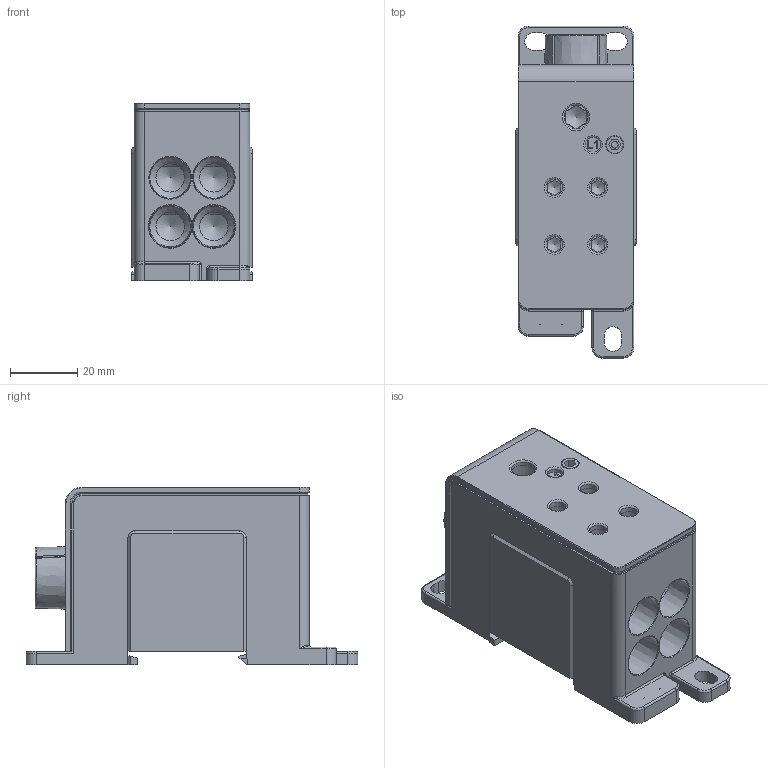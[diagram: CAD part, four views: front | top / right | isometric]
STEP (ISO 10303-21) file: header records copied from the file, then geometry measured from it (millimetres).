
FILE_DESCRIPTION(/* description */ (''),/* implementation_level */ '2;1');
FILE_NAME(/* name */ '27202.0_SVBA_175A.stp',/* time_stamp */ '2017-01-10T15:25:47+01:00',/* author */ ('M.Schmid'),/* organization */ ('CONTA-CLIP Verbindungstechnik GmbH'),/* preprocessor_version */ 'ST-DEVELOPER v16.1',/* originating_system */ 'Autodesk Inventor 2016',/* authorisation */ '');
FILE_SCHEMA (('AUTOMOTIVE_DESIGN { 1 0 10303 214 3 1 1 }'));
Length unit declared in the file: millimetre
Products named in the file (1): 27202.0_SVBA_175A
Bounding box: 36 x 99 x 53 mm (x, y, z)
Volume: 111693.4 mm3; surface area: 28769.9 mm2
Topology: 1 solids, 53 shells, 789 faces, 1820 edges, 1166 vertices
Faces by surface type: plane 432, cylinder 183, cone 57, bspline 55, torus 51, sphere 11
Full cylindrical faces by diameter (mm): 2 x1, 4.5 x1, 5 x5, 5.1 x1, 5.4 x1, 6.647 x2, 7.2 x1, 8 x2, 8.5 x10, 9.5 x4, 12 x1, 12.5 x1, 14.8 x1, 15.5 x1
Entity records: 23457 total; most frequent: CARTESIAN_POINT 5863, DIRECTION 3400, ORIENTED_EDGE 3378, EDGE_CURVE 1689, AXIS2_PLACEMENT_3D 1208, VERTEX_POINT 1125, LINE 984, VECTOR 984
